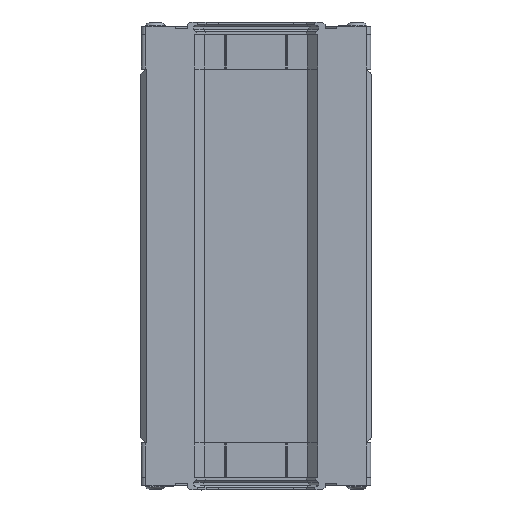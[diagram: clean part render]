
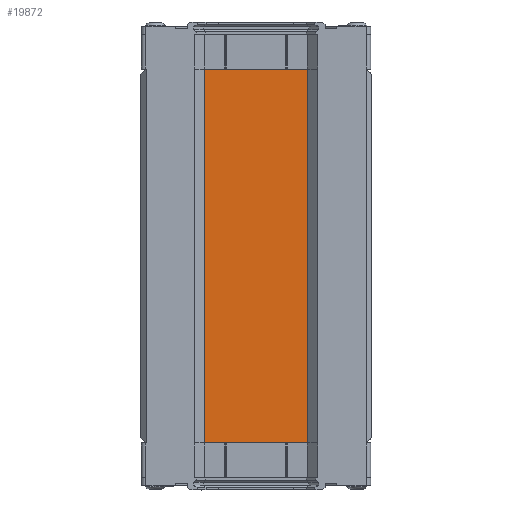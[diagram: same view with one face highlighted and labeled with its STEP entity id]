
A CAD part, front view. The second image highlights one B-rep face of the part: STEP entity #19872.
In plain terms, the highlighted planar face has unit normal (0, -1, 0).
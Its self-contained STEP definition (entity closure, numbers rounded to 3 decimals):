
#1197=FACE_OUTER_BOUND('',#2351,.T.);
#2351=EDGE_LOOP('',(#13268,#13269,#13270,#13271,#13272,#13273,#13274,#13275));
#3344=LINE('',#28364,#5568);
#3354=LINE('',#28414,#5578);
#3497=LINE('',#28778,#5721);
#3530=LINE('',#28891,#5754);
#3541=LINE('',#28943,#5765);
#3701=LINE('',#29351,#5925);
#3750=LINE('',#29474,#5974);
#3751=LINE('',#29475,#5975);
#5568=VECTOR('',#22556,0.141);
#5578=VECTOR('',#22598,0.141);
#5721=VECTOR('',#22957,38.675);
#5754=VECTOR('',#23050,0.141);
#5765=VECTOR('',#23093,0.141);
#5925=VECTOR('',#23495,38.675);
#5974=VECTOR('',#23618,139.);
#5975=VECTOR('',#23619,139.);
#7834=VERTEX_POINT('',#28361);
#7835=VERTEX_POINT('',#28363);
#7858=VERTEX_POINT('',#28411);
#7859=VERTEX_POINT('',#28413);
#8021=VERTEX_POINT('',#28888);
#8022=VERTEX_POINT('',#28890);
#8046=VERTEX_POINT('',#28940);
#8047=VERTEX_POINT('',#28942);
#9614=EDGE_CURVE('',#7834,#7835,#3344,.T.);
#9638=EDGE_CURVE('',#7858,#7859,#3354,.T.);
#9820=EDGE_CURVE('',#7859,#7834,#3497,.T.);
#9871=EDGE_CURVE('',#8022,#8021,#3530,.T.);
#9896=EDGE_CURVE('',#8047,#8046,#3541,.T.);
#10098=EDGE_CURVE('',#8021,#8047,#3701,.T.);
#10159=EDGE_CURVE('',#8022,#7858,#3750,.T.);
#10160=EDGE_CURVE('',#7835,#8046,#3751,.T.);
#13268=ORIENTED_EDGE('',*,*,#9638,.F.);
#13269=ORIENTED_EDGE('',*,*,#10159,.F.);
#13270=ORIENTED_EDGE('',*,*,#9871,.T.);
#13271=ORIENTED_EDGE('',*,*,#10098,.T.);
#13272=ORIENTED_EDGE('',*,*,#9896,.T.);
#13273=ORIENTED_EDGE('',*,*,#10160,.F.);
#13274=ORIENTED_EDGE('',*,*,#9614,.F.);
#13275=ORIENTED_EDGE('',*,*,#9820,.F.);
#17885=PLANE('',#21178);
#19872=ADVANCED_FACE('',(#1197),#17885,.F.);
#21178=AXIS2_PLACEMENT_3D('',#29473,#23616,#23617);
#22556=DIRECTION('',(1.,0.,0.));
#22598=DIRECTION('',(1.,0.,0.));
#22957=DIRECTION('',(1.,0.,0.));
#23050=DIRECTION('',(1.,0.,0.));
#23093=DIRECTION('',(1.,0.,0.));
#23495=DIRECTION('',(1.,0.,0.));
#23616=DIRECTION('center_axis',(0.,1.,0.));
#23617=DIRECTION('ref_axis',(0.,0.,1.));
#23618=DIRECTION('',(0.,0.,1.));
#23619=DIRECTION('',(0.,0.,-1.));
#28361=CARTESIAN_POINT('',(19.338,5.8,69.5));
#28363=CARTESIAN_POINT('',(19.479,5.8,69.5));
#28364=CARTESIAN_POINT('',(0.,5.8,69.5));
#28411=CARTESIAN_POINT('',(-19.479,5.8,69.5));
#28413=CARTESIAN_POINT('',(-19.338,5.8,69.5));
#28414=CARTESIAN_POINT('',(0.,5.8,69.5));
#28778=CARTESIAN_POINT('',(0.,5.8,69.5));
#28888=CARTESIAN_POINT('',(-19.338,5.8,-69.5));
#28890=CARTESIAN_POINT('',(-19.479,5.8,-69.5));
#28891=CARTESIAN_POINT('',(0.,5.8,-69.5));
#28940=CARTESIAN_POINT('',(19.479,5.8,-69.5));
#28942=CARTESIAN_POINT('',(19.338,5.8,-69.5));
#28943=CARTESIAN_POINT('',(0.,5.8,-69.5));
#29351=CARTESIAN_POINT('',(0.,5.8,-69.5));
#29473=CARTESIAN_POINT('Origin',(19.479,5.8,69.5));
#29474=CARTESIAN_POINT('',(-19.479,5.8,69.5));
#29475=CARTESIAN_POINT('',(19.479,5.8,69.5));
